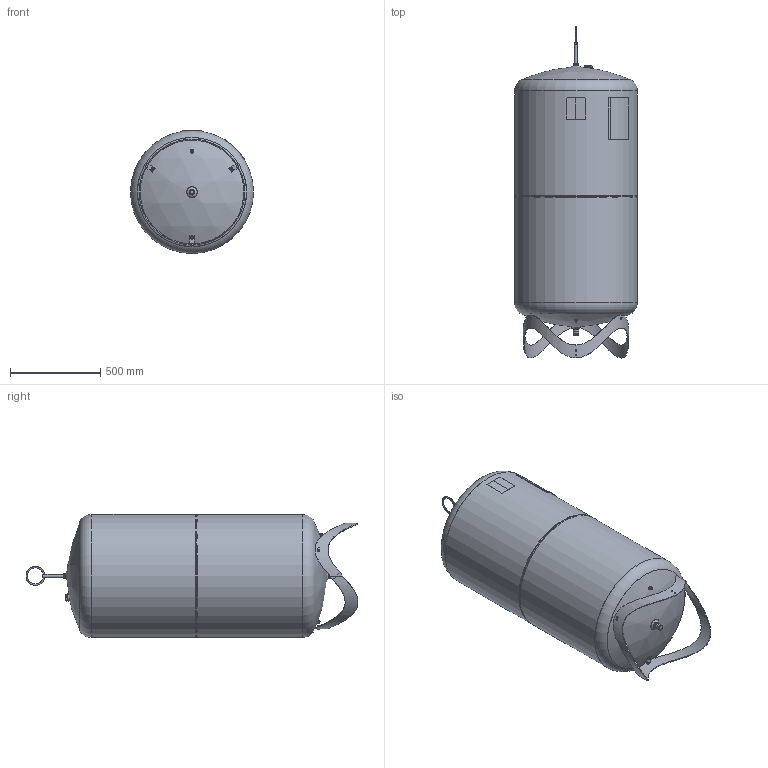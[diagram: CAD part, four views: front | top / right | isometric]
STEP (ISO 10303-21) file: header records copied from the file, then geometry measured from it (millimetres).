
FILE_DESCRIPTION((''),'2;1');
FILE_NAME('7102012_3D_1002_00_DE_FR_IT_EN_NL_UPD.stp','2015-01-08T10:40:02',('SCG'),(''),'Autodesk Inventor 2013','Autodesk Inventor 2013','');
FILE_SCHEMA(('AUTOMOTIVE_DESIGN { 1 0 10303 214 1 1 1 1 }'));
Length unit declared in the file: millimetre
Products named in the file (1): 119455
Bounding box: 680 x 1835.44 x 680.3 mm (x, y, z)
Volume: 32217785 mm3; surface area: 9299756.6 mm2
Topology: 11 solids, 12 shells, 421 faces, 1093 edges, 703 vertices
Faces by surface type: plane 193, cylinder 111, cone 51, torus 29, bspline 29, sphere 7, revolution 1
Full cylindrical faces by diameter (mm): 4 x20, 7.5 x2, 8 x7, 8.4 x1, 9 x2, 10 x3, 11.027 x1, 12.6 x1, 14 x1, 14.95 x1, 17.2 x1, 18 x1, 20 x2, 24.117 x1, 26.44 x1, 26.5 x1, 26.8 x5, 27 x2, 29.8 x4, 30 x1, 32 x1, 33 x2, 33.3 x1, 40 x1, 41 x1, 45 x1, 55 x1, 58 x1, 573 x1, 583 x1
Entity records: 15912 total; most frequent: CARTESIAN_POINT 5919, DIRECTION 1934, ORIENTED_EDGE 1836, EDGE_CURVE 918, AXIS2_PLACEMENT_3D 804, VERTEX_POINT 664, EDGE_LOOP 664, FACE_OUTER_BOUND 420
